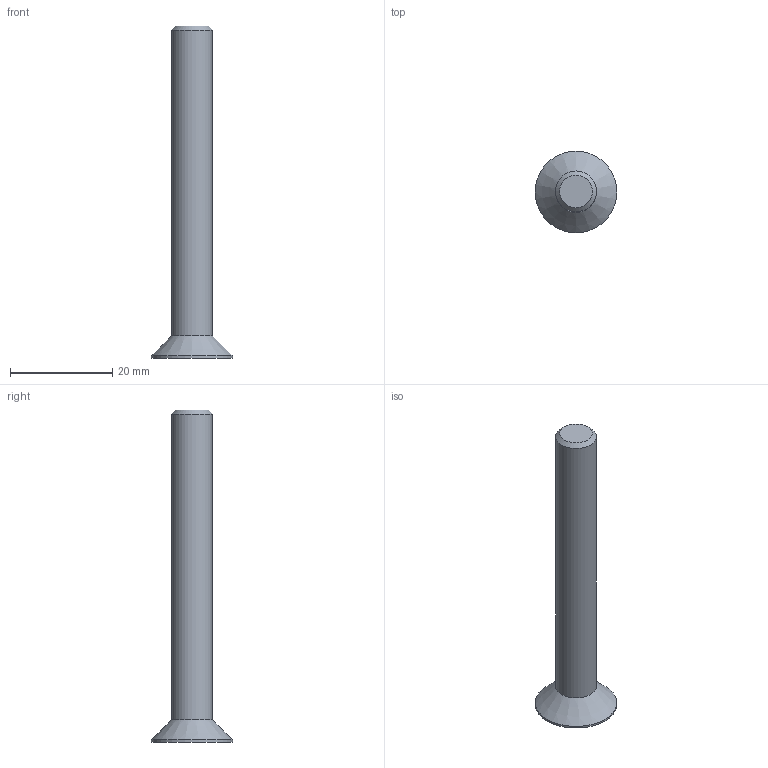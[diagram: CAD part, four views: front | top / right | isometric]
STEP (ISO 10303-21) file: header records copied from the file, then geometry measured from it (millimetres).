
FILE_DESCRIPTION (( 'STEP AP203' ), '1' );
FILE_NAME ('58316-240-65.step', '2019-12-20T08:09:42', ( '' ), ( '' ), 'SwSTEP 2.0', 'SolidWorks 2015', '' );
FILE_SCHEMA (( 'CONFIG_CONTROL_DESIGN' ));
Length unit declared in the file: millimetre
Products named in the file (2): 58316-240-65
Bounding box: 16 x 16 x 65 mm (x, y, z)
Volume: 3514.9 mm3; surface area: 2030.8 mm2
Topology: 1 solids, 21 shells, 296 faces, 731 edges, 486 vertices
Faces by surface type: plane 128, bspline 116, cone 50, cylinder 2
Full cylindrical faces by diameter (mm): 8 x1, 16 x1
Entity records: 15291 total; most frequent: CARTESIAN_POINT 9553, ORIENTED_EDGE 1450, EDGE_CURVE 725, DIRECTION 600, VERTEX_POINT 483, B_SPLINE_CURVE_WITH_KNOTS 461, EDGE_LOOP 308, FACE_OUTER_BOUND 278
